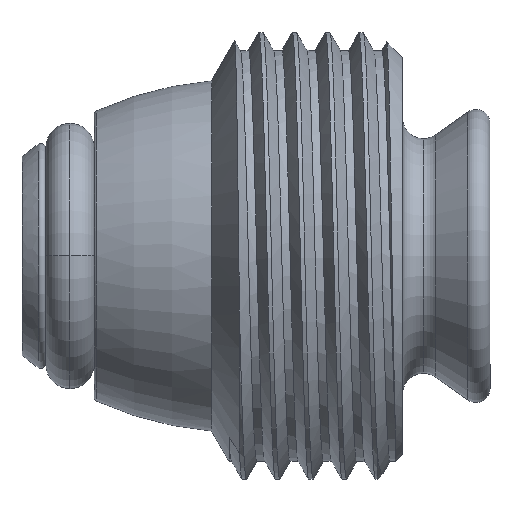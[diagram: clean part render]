
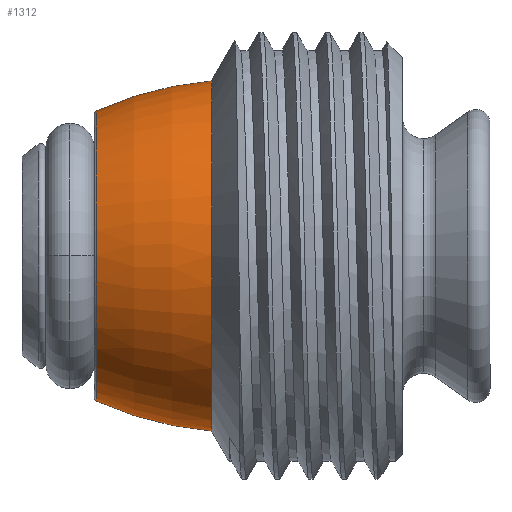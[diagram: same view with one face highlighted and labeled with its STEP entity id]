
A CAD part, top view. The second image highlights one B-rep face of the part: STEP entity #1312.
In plain terms, the highlighted toroidal (fillet/blend) face has major radius 9.458 mm and minor radius 19.05 mm.
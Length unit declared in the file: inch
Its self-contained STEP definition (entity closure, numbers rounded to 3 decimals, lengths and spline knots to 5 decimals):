
#173 = DIRECTION ( 'NONE',  ( 1., 0., 0. ) ) ;
#304 = CARTESIAN_POINT ( 'NONE',  ( -0.5335, -0.37235, 0. ) ) ;
#347 = CIRCLE ( 'NONE', #2541, 0.75 ) ;
#407 = DIRECTION ( 'NONE',  ( 0., -1., 0. ) ) ;
#509 = CIRCLE ( 'NONE', #4557, 0.375 ) ;
#829 = DIRECTION ( 'NONE',  ( 0., 1., 0. ) ) ;
#833 = FACE_OUTER_BOUND ( 'NONE', #3369, .T. ) ;
#1146 = EDGE_CURVE ( 'NONE', #2470, #1880, #2959, .T. ) ;
#1168 = CARTESIAN_POINT ( 'NONE',  ( -0.8431, 0., 0. ) ) ;
#1197 = DIRECTION ( 'NONE',  ( 0., 1., 0. ) ) ;
#1212 = AXIS2_PLACEMENT_3D ( 'NONE', #1168, #3331, #2231 ) ;
#1263 = CARTESIAN_POINT ( 'NONE',  ( -0.8431, 0.31077, 0. ) ) ;
#1312 = ADVANCED_FACE ( 'NONE', ( #833 ), #4278, .T. ) ;
#1654 = EDGE_CURVE ( 'NONE', #1880, #3792, #2963, .T. ) ;
#1724 = DIRECTION ( 'NONE',  ( 0., 0., -1. ) ) ;
#1880 = VERTEX_POINT ( 'NONE', #3325 ) ;
#2231 = DIRECTION ( 'NONE',  ( 0., 1., 0. ) ) ;
#2470 = VERTEX_POINT ( 'NONE', #1263 ) ;
#2541 = AXIS2_PLACEMENT_3D ( 'NONE', #304, #1724, #4221 ) ;
#2569 = AXIS2_PLACEMENT_3D ( 'NONE', #3295, #4006, #407 ) ;
#2625 = DIRECTION ( 'NONE',  ( 1., 0., 0. ) ) ;
#2647 = ORIENTED_EDGE ( 'NONE', *, *, #1654, .T. ) ;
#2959 = CIRCLE ( 'NONE', #1212, 0.31077 ) ;
#2963 = CIRCLE ( 'NONE', #2569, 0.75 ) ;
#3295 = CARTESIAN_POINT ( 'NONE',  ( -0.5335, 0.37235, 0. ) ) ;
#3325 = CARTESIAN_POINT ( 'NONE',  ( -0.8431, -0.31077, 0. ) ) ;
#3331 = DIRECTION ( 'NONE',  ( 1., 0., 0. ) ) ;
#3361 = CARTESIAN_POINT ( 'NONE',  ( -0.5335, 0., 0. ) ) ;
#3369 = EDGE_LOOP ( 'NONE', ( #4473, #2647, #4077, #4259 ) ) ;
#3388 = CARTESIAN_POINT ( 'NONE',  ( -0.5965, 0.375, 0. ) ) ;
#3389 = CARTESIAN_POINT ( 'NONE',  ( -0.5965, 0., 0. ) ) ;
#3410 = EDGE_CURVE ( 'NONE', #2470, #4591, #347, .T. ) ;
#3746 = CARTESIAN_POINT ( 'NONE',  ( -0.5965, -0.375, 0. ) ) ;
#3792 = VERTEX_POINT ( 'NONE', #3746 ) ;
#4006 = DIRECTION ( 'NONE',  ( 0., 0., 1. ) ) ;
#4077 = ORIENTED_EDGE ( 'NONE', *, *, #4389, .F. ) ;
#4221 = DIRECTION ( 'NONE',  ( -1., 0., 0. ) ) ;
#4259 = ORIENTED_EDGE ( 'NONE', *, *, #3410, .F. ) ;
#4278 = TOROIDAL_SURFACE ( 'NONE', #4398, -0.37235, 0.75 ) ;
#4389 = EDGE_CURVE ( 'NONE', #4591, #3792, #509, .T. ) ;
#4398 = AXIS2_PLACEMENT_3D ( 'NONE', #3361, #2625, #829 ) ;
#4473 = ORIENTED_EDGE ( 'NONE', *, *, #1146, .T. ) ;
#4557 = AXIS2_PLACEMENT_3D ( 'NONE', #3389, #173, #1197 ) ;
#4591 = VERTEX_POINT ( 'NONE', #3388 ) ;
